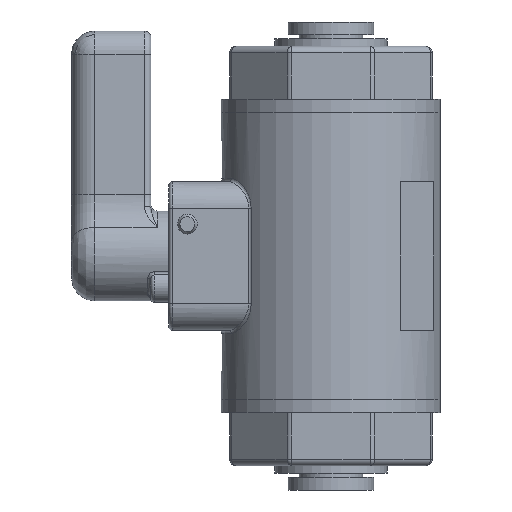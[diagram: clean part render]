
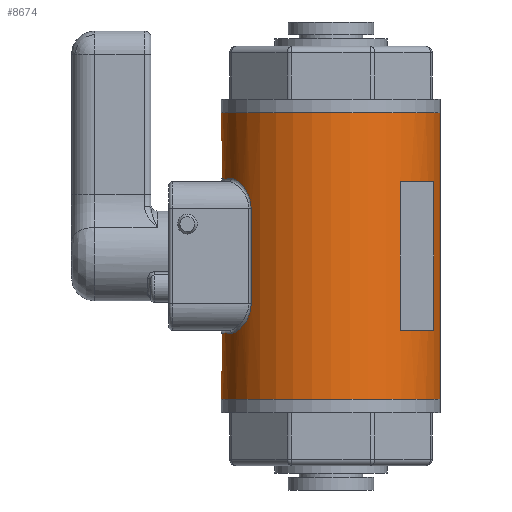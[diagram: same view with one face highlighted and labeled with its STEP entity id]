
A CAD part, left-side view. The second image highlights one B-rep face of the part: STEP entity #8674.
In plain terms, the highlighted cylindrical face has radius 13.145 mm (diameter 26.289 mm), a full revolution.
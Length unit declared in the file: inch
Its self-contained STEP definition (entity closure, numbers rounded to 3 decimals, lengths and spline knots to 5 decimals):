
#411=FACE_BOUND($,#1788,.T.);
#412=FACE_BOUND($,#1789,.T.);
#413=FACE_BOUND($,#1790,.T.);
#414=FACE_BOUND($,#1791,.T.);
#789=CIRCLE($,#9264,0.5175);
#795=CIRCLE($,#9272,0.5175);
#800=CIRCLE($,#9282,0.5175);
#801=CIRCLE($,#9283,0.5175);
#802=CIRCLE($,#9284,0.5175);
#803=CIRCLE($,#9285,0.5175);
#804=CIRCLE($,#9286,0.5175);
#805=CIRCLE($,#9287,0.5175);
#1249=FACE_OUTER_BOUND($,#1787,.T.);
#1787=EDGE_LOOP($,(#6078));
#1788=EDGE_LOOP($,(#6079));
#1789=EDGE_LOOP($,(#6080,#6081,#6082,#6083));
#1790=EDGE_LOOP($,(#6084,#6085,#6086,#6087));
#1791=EDGE_LOOP($,(#6088,#6089,#6090,#6091,#6092,#6093,#6094,#6095));
#2451=B_SPLINE_CURVE_WITH_KNOTS($,3,(#12717,#12718,#12719,#12720,#12721,
#12722),.UNSPECIFIED.,.F.,.F.,(4,1,1,4),(0.,0.26217,0.43695,
0.61173),.UNSPECIFIED.);
#2453=B_SPLINE_CURVE_WITH_KNOTS($,3,(#12768,#12769,#12770,#12771,#12772,
#12773),.UNSPECIFIED.,.F.,.F.,(4,1,1,4),(0.,0.08736,0.26209,
0.61155),.UNSPECIFIED.);
#2455=B_SPLINE_CURVE_WITH_KNOTS($,3,(#12819,#12820,#12821,#12822,#12823,
#12824),.UNSPECIFIED.,.F.,.F.,(4,1,1,4),(0.,0.26217,0.43695,
0.61173),.UNSPECIFIED.);
#2457=B_SPLINE_CURVE_WITH_KNOTS($,3,(#12867,#12868,#12869,#12870,#12871,
#12872),.UNSPECIFIED.,.F.,.F.,(4,1,1,4),(0.,0.08739,
0.26217,0.61173),.UNSPECIFIED.);
#2725=LINE($,#12677,#3287);
#2726=LINE($,#12778,#3288);
#2735=LINE($,#12902,#3297);
#2736=LINE($,#12905,#3298);
#2737=LINE($,#12910,#3299);
#2738=LINE($,#12913,#3300);
#3287=VECTOR($,#10202,0.45);
#3288=VECTOR($,#10219,0.45);
#3297=VECTOR($,#10260,0.7);
#3298=VECTOR($,#10263,0.7);
#3299=VECTOR($,#10266,0.7);
#3300=VECTOR($,#10269,0.7);
#3880=VERTEX_POINT($,#12670);
#3883=VERTEX_POINT($,#12675);
#3885=VERTEX_POINT($,#12715);
#3887=VERTEX_POINT($,#12725);
#3889=VERTEX_POINT($,#12766);
#3891=VERTEX_POINT($,#12776);
#3893=VERTEX_POINT($,#12817);
#3895=VERTEX_POINT($,#12827);
#3902=VERTEX_POINT($,#12894);
#3903=VERTEX_POINT($,#12896);
#3904=VERTEX_POINT($,#12898);
#3905=VERTEX_POINT($,#12899);
#3906=VERTEX_POINT($,#12901);
#3907=VERTEX_POINT($,#12903);
#3908=VERTEX_POINT($,#12906);
#3909=VERTEX_POINT($,#12907);
#3910=VERTEX_POINT($,#12909);
#3911=VERTEX_POINT($,#12911);
#4733=EDGE_CURVE($,#3883,#3880,#2725,.T.);
#4736=EDGE_CURVE($,#3885,#3883,#2451,.T.);
#4738=EDGE_CURVE($,#3887,#3885,#789,.T.);
#4742=EDGE_CURVE($,#3889,#3887,#2453,.T.);
#4744=EDGE_CURVE($,#3891,#3889,#2726,.T.);
#4748=EDGE_CURVE($,#3893,#3891,#2455,.T.);
#4750=EDGE_CURVE($,#3895,#3893,#795,.T.);
#4753=EDGE_CURVE($,#3880,#3895,#2457,.T.);
#4764=EDGE_CURVE($,#3902,#3902,#800,.T.);
#4765=EDGE_CURVE($,#3903,#3903,#801,.T.);
#4766=EDGE_CURVE($,#3904,#3905,#802,.T.);
#4767=EDGE_CURVE($,#3905,#3906,#2735,.T.);
#4768=EDGE_CURVE($,#3906,#3907,#803,.T.);
#4769=EDGE_CURVE($,#3907,#3904,#2736,.T.);
#4770=EDGE_CURVE($,#3908,#3909,#804,.T.);
#4771=EDGE_CURVE($,#3909,#3910,#2737,.T.);
#4772=EDGE_CURVE($,#3910,#3911,#805,.T.);
#4773=EDGE_CURVE($,#3911,#3908,#2738,.T.);
#6078=ORIENTED_EDGE($,*,*,#4764,.T.);
#6079=ORIENTED_EDGE($,*,*,#4765,.T.);
#6080=ORIENTED_EDGE($,*,*,#4766,.T.);
#6081=ORIENTED_EDGE($,*,*,#4767,.T.);
#6082=ORIENTED_EDGE($,*,*,#4768,.T.);
#6083=ORIENTED_EDGE($,*,*,#4769,.T.);
#6084=ORIENTED_EDGE($,*,*,#4770,.T.);
#6085=ORIENTED_EDGE($,*,*,#4771,.T.);
#6086=ORIENTED_EDGE($,*,*,#4772,.T.);
#6087=ORIENTED_EDGE($,*,*,#4773,.T.);
#6088=ORIENTED_EDGE($,*,*,#4733,.F.);
#6089=ORIENTED_EDGE($,*,*,#4736,.F.);
#6090=ORIENTED_EDGE($,*,*,#4738,.F.);
#6091=ORIENTED_EDGE($,*,*,#4742,.F.);
#6092=ORIENTED_EDGE($,*,*,#4744,.F.);
#6093=ORIENTED_EDGE($,*,*,#4748,.F.);
#6094=ORIENTED_EDGE($,*,*,#4750,.F.);
#6095=ORIENTED_EDGE($,*,*,#4753,.F.);
#8527=CYLINDRICAL_SURFACE($,#9281,0.5175);
#8674=ADVANCED_FACE($,(#1249,#411,#412,#413,#414),#8527,.T.);
#9264=AXIS2_PLACEMENT_3D($,#12727,#10209,#10210);
#9272=AXIS2_PLACEMENT_3D($,#12829,#10227,#10228);
#9281=AXIS2_PLACEMENT_3D($,#12893,#10252,#10253);
#9282=AXIS2_PLACEMENT_3D($,#12895,#10254,#10255);
#9283=AXIS2_PLACEMENT_3D($,#12897,#10256,#10257);
#9284=AXIS2_PLACEMENT_3D($,#12900,#10258,#10259);
#9285=AXIS2_PLACEMENT_3D($,#12904,#10261,#10262);
#9286=AXIS2_PLACEMENT_3D($,#12908,#10264,#10265);
#9287=AXIS2_PLACEMENT_3D($,#12912,#10267,#10268);
#10202=DIRECTION($,(0.,0.,-1.));
#10209=DIRECTION('center_axis',(0.,0.,-1.));
#10210=DIRECTION('ref_axis',(0.,1.,0.));
#10219=DIRECTION($,(0.,0.,1.));
#10227=DIRECTION('center_axis',(0.,0.,1.));
#10228=DIRECTION('ref_axis',(0.,1.,0.));
#10252=DIRECTION('center_axis',(0.,0.,1.));
#10253=DIRECTION('ref_axis',(-1.,0.,0.));
#10254=DIRECTION('center_axis',(0.,0.,1.));
#10255=DIRECTION('ref_axis',(-1.,0.,0.));
#10256=DIRECTION('center_axis',(0.,0.,-1.));
#10257=DIRECTION('ref_axis',(-1.,0.,0.));
#10258=DIRECTION('center_axis',(0.,0.,-1.));
#10259=DIRECTION('ref_axis',(-1.,0.,0.));
#10260=DIRECTION($,(0.,0.,1.));
#10261=DIRECTION('center_axis',(0.,0.,1.));
#10262=DIRECTION('ref_axis',(-1.,0.,0.));
#10263=DIRECTION($,(0.,0.,-1.));
#10264=DIRECTION('center_axis',(0.,0.,-1.));
#10265=DIRECTION('ref_axis',(-1.,0.,0.));
#10266=DIRECTION($,(0.,0.,1.));
#10267=DIRECTION('center_axis',(0.,0.,1.));
#10268=DIRECTION('ref_axis',(-1.,0.,0.));
#10269=DIRECTION($,(0.,0.,-1.));
#12670=CARTESIAN_POINT('',(0.35472,0.3768,-0.225));
#12675=CARTESIAN_POINT('',(0.35472,0.3768,0.225));
#12677=CARTESIAN_POINT($,(0.35472,0.3768,0.));
#12715=CARTESIAN_POINT('',(0.21866,0.46903,0.365));
#12717=CARTESIAN_POINT('Ctrl Pts',(0.21866,0.46903,
0.365));
#12718=CARTESIAN_POINT('Ctrl Pts',(0.24897,0.45491,
0.365));
#12719=CARTESIAN_POINT('Ctrl Pts',(0.29658,0.42625,
0.34766));
#12720=CARTESIAN_POINT('Ctrl Pts',(0.34288,0.38823,
0.29302));
#12721=CARTESIAN_POINT('Ctrl Pts',(0.35472,0.3768,
0.24794));
#12722=CARTESIAN_POINT('Ctrl Pts',(0.35472,0.3768,
0.225));
#12725=CARTESIAN_POINT('',(-0.21866,0.46903,0.365));
#12727=CARTESIAN_POINT('Origin',(0.,0.,0.365));
#12766=CARTESIAN_POINT('',(-0.35472,0.3768,0.225));
#12768=CARTESIAN_POINT('Ctrl Pts',(-0.35472,0.3768,
0.225));
#12769=CARTESIAN_POINT('Ctrl Pts',(-0.35472,0.3768,
0.23647));
#12770=CARTESIAN_POINT('Ctrl Pts',(-0.35036,0.38082,
0.2712));
#12771=CARTESIAN_POINT('Ctrl Pts',(-0.31527,0.41289,
0.33806));
#12772=CARTESIAN_POINT('Ctrl Pts',(-0.25906,0.4502,
0.365));
#12773=CARTESIAN_POINT('Ctrl Pts',(-0.21866,0.46903,
0.365));
#12776=CARTESIAN_POINT('',(-0.35472,0.3768,-0.225));
#12778=CARTESIAN_POINT($,(-0.35472,0.3768,0.));
#12817=CARTESIAN_POINT('',(-0.21866,0.46903,-0.365));
#12819=CARTESIAN_POINT('Ctrl Pts',(-0.21866,0.46903,
-0.365));
#12820=CARTESIAN_POINT('Ctrl Pts',(-0.24897,0.45491,
-0.365));
#12821=CARTESIAN_POINT('Ctrl Pts',(-0.29658,0.42625,
-0.34766));
#12822=CARTESIAN_POINT('Ctrl Pts',(-0.34288,0.38823,
-0.29302));
#12823=CARTESIAN_POINT('Ctrl Pts',(-0.35472,0.3768,
-0.24794));
#12824=CARTESIAN_POINT('Ctrl Pts',(-0.35472,0.3768,
-0.225));
#12827=CARTESIAN_POINT('',(0.21866,0.46903,-0.365));
#12829=CARTESIAN_POINT('Origin',(0.,0.,-0.365));
#12867=CARTESIAN_POINT('Ctrl Pts',(0.35472,0.3768,
-0.225));
#12868=CARTESIAN_POINT('Ctrl Pts',(0.35472,0.3768,
-0.23647));
#12869=CARTESIAN_POINT('Ctrl Pts',(0.35033,0.38086,
-0.2714));
#12870=CARTESIAN_POINT('Ctrl Pts',(0.31516,0.41296,
-0.33805));
#12871=CARTESIAN_POINT('Ctrl Pts',(0.25907,0.4502,
-0.365));
#12872=CARTESIAN_POINT('Ctrl Pts',(0.21866,0.46903,
-0.365));
#12893=CARTESIAN_POINT('Origin',(0.,0.,0.));
#12894=CARTESIAN_POINT('',(0.5175,0.,-0.677));
#12895=CARTESIAN_POINT('Origin',(0.,0.,-0.677));
#12896=CARTESIAN_POINT('',(0.5175,0.,0.677));
#12897=CARTESIAN_POINT('Origin',(0.,0.,0.677));
#12898=CARTESIAN_POINT('',(0.4,-0.32834,-0.35));
#12899=CARTESIAN_POINT('',(0.17915,-0.4855,-0.35));
#12900=CARTESIAN_POINT('Origin',(0.,0.,-0.35));
#12901=CARTESIAN_POINT('',(0.17915,-0.4855,0.35));
#12902=CARTESIAN_POINT($,(0.17915,-0.4855,0.));
#12903=CARTESIAN_POINT('',(0.4,-0.32834,0.35));
#12904=CARTESIAN_POINT('Origin',(0.,0.,0.35));
#12905=CARTESIAN_POINT($,(0.4,-0.32834,0.));
#12906=CARTESIAN_POINT('',(-0.17915,-0.4855,-0.35));
#12907=CARTESIAN_POINT('',(-0.4,-0.32834,-0.35));
#12908=CARTESIAN_POINT('Origin',(0.,0.,-0.35));
#12909=CARTESIAN_POINT('',(-0.4,-0.32834,0.35));
#12910=CARTESIAN_POINT($,(-0.4,-0.32834,0.));
#12911=CARTESIAN_POINT('',(-0.17915,-0.4855,0.35));
#12912=CARTESIAN_POINT('Origin',(0.,0.,0.35));
#12913=CARTESIAN_POINT($,(-0.17915,-0.4855,0.));
